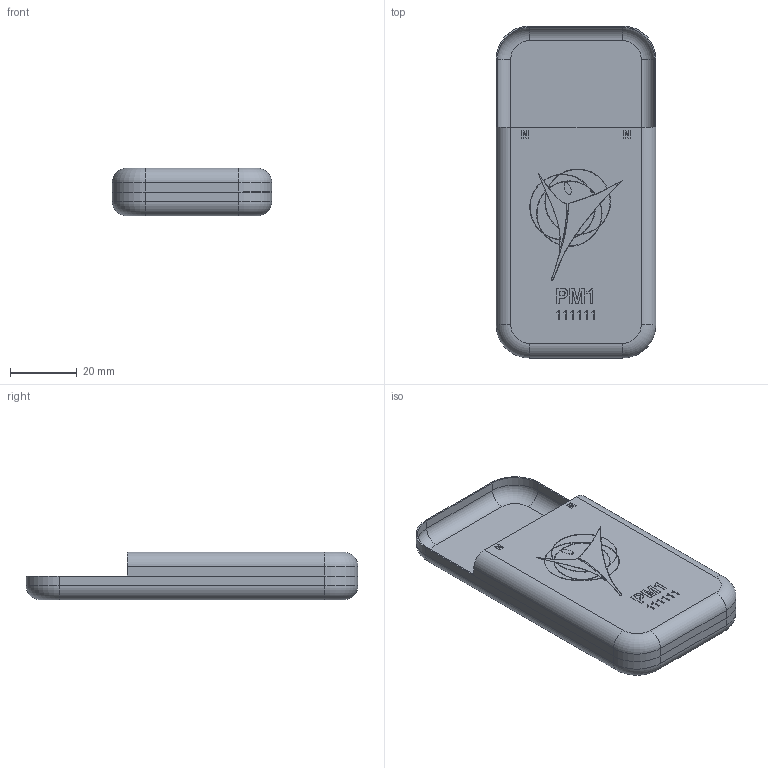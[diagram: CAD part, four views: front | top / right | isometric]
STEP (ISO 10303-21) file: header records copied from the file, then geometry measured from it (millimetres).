
FILE_DESCRIPTION (( 'STEP AP203' ), '1' );
FILE_NAME ('NNP-DWG-115-002-000 SA, Titanium Case.STEP', '2024-08-21T19:04:10', ( '' ), ( '' ), 'SwSTEP 2.0', 'SolidWorks 2024', '' );
FILE_SCHEMA (( 'CONFIG_CONTROL_DESIGN' ));
Length unit declared in the file: inch
Products named in the file (3): NNP-DWG-110-009-000 Case, Uncut Half_Front Artwork; NNP-DWG-115-002-000 SA, Titanium Case; NNP-DWG-110-009-000 Case, Uncut Half
Assembly tree (2 placements, depth 2):
  NNP-DWG-115-002-000 SA, Titanium Case
    NNP-DWG-110-009-000 Case, Uncut Half
    NNP-DWG-110-009-000 Case, Uncut Half_Front Artwork
Bounding box: 47.68 x 99.11 x 14.22 mm (x, y, z)
Volume: 4089.4 mm3; surface area: 20394.6 mm2
Topology: 2 solids, 2 shells, 254 faces, 681 edges, 446 vertices
Faces by surface type: plane 142, cylinder 74, bspline 26, torus 12
Entity records: 9262 total; most frequent: CARTESIAN_POINT 2728, ORIENTED_EDGE 1362, DIRECTION 1207, EDGE_CURVE 681, VERTEX_POINT 446, LINE 421, VECTOR 421, AXIS2_PLACEMENT_3D 393
